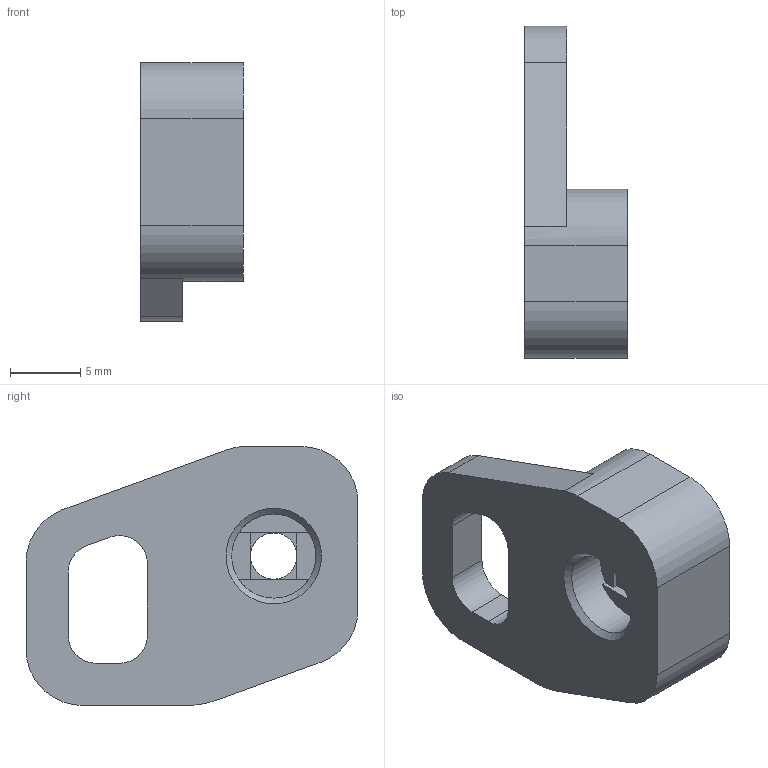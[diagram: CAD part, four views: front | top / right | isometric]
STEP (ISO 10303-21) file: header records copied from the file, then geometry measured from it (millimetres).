
FILE_DESCRIPTION(/* description */ (''),/* implementation_level */ '2;1');
FILE_NAME(/* name */ '28.1-magazine-release-button-flat.step',/* time_stamp */ '2022-04-06T21:24:55+01:00',/* author */ (''),/* organization */ (''),/* preprocessor_version */ 'ST-DEVELOPER v18.1',/* originating_system */ 'Autodesk Translation Framework v10.13.0.1454',/* authorisation */ '');
FILE_SCHEMA (('AUTOMOTIVE_DESIGN { 1 0 10303 214 3 1 1 }'));
Length unit declared in the file: millimetre
Products named in the file (1): 28.1-magazine-release-button-flat
Bounding box: 7.3 x 23.65 x 18.44 mm (x, y, z)
Volume: 1569.1 mm3; surface area: 1215 mm2
Topology: 1 solids, 1 shells, 41 faces, 111 edges, 72 vertices
Faces by surface type: plane 27, cylinder 13, cone 1
Full cylindrical faces by diameter (mm): 3.3 x1, 6 x1
Entity records: 1341 total; most frequent: DIRECTION 231, CARTESIAN_POINT 225, ORIENTED_EDGE 222, EDGE_CURVE 111, AXIS2_PLACEMENT_3D 78, LINE 75, VECTOR 75, VERTEX_POINT 72
